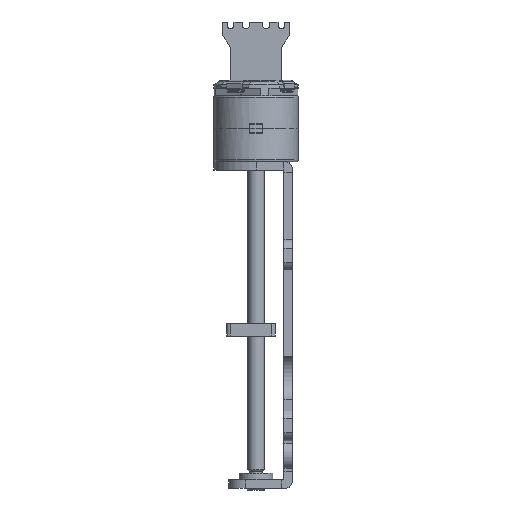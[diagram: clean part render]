
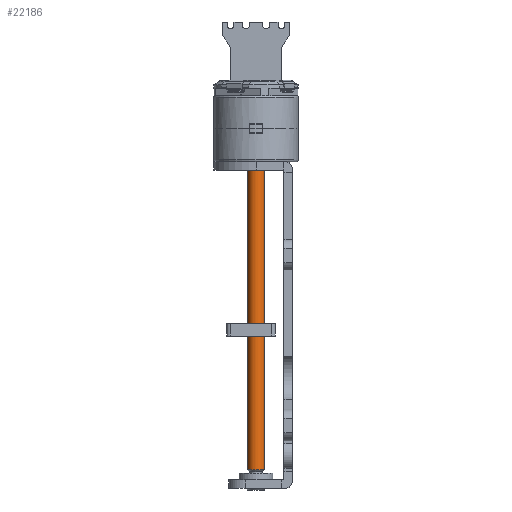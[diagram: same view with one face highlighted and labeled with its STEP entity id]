
A CAD part, front view. The second image highlights one B-rep face of the part: STEP entity #22186.
In plain terms, the highlighted cylindrical face has radius 1 mm (diameter 2 mm), a partial arc.
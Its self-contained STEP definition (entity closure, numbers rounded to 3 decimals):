
#644 = DIRECTION ( 'NONE',  ( 1., 0., 0. ) ) ;
#2456 = ORIENTED_EDGE ( 'NONE', *, *, #5179, .F. ) ;
#3549 = DIRECTION ( 'NONE',  ( 0., 0., -1. ) ) ;
#4218 = EDGE_CURVE ( 'NONE', #14929, #18857, #10970, .T. ) ;
#4366 = LINE ( 'NONE', #24314, #22213 ) ;
#5172 = ORIENTED_EDGE ( 'NONE', *, *, #25361, .T. ) ;
#5179 = EDGE_CURVE ( 'NONE', #14929, #9097, #18597, .T. ) ;
#6782 = DIRECTION ( 'NONE',  ( -1., 0., 0. ) ) ;
#7015 = CARTESIAN_POINT ( 'NONE',  ( 1., 0., 37.38 ) ) ;
#7032 = AXIS2_PLACEMENT_3D ( 'NONE', #9449, #3549, #644 ) ;
#9097 = VERTEX_POINT ( 'NONE', #10170 ) ;
#9449 = CARTESIAN_POINT ( 'NONE',  ( 0., 0., 37.38 ) ) ;
#9479 = CARTESIAN_POINT ( 'NONE',  ( 0., 0., 1.2 ) ) ;
#9715 = DIRECTION ( 'NONE',  ( 0., 0., -1. ) ) ;
#10170 = CARTESIAN_POINT ( 'NONE',  ( 1., 0., 1.2 ) ) ;
#10970 = CIRCLE ( 'NONE', #7032, 1. ) ;
#11510 = CYLINDRICAL_SURFACE ( 'NONE', #16690, 1. ) ;
#11596 = VECTOR ( 'NONE', #12686, 1000. ) ;
#12106 = EDGE_LOOP ( 'NONE', ( #2456, #20472, #23530, #5172 ) ) ;
#12624 = CARTESIAN_POINT ( 'NONE',  ( -1., 0., 37.38 ) ) ;
#12669 = CARTESIAN_POINT ( 'NONE',  ( 0., 0., 37.58 ) ) ;
#12686 = DIRECTION ( 'NONE',  ( 0., 0., -1. ) ) ;
#13725 = FACE_OUTER_BOUND ( 'NONE', #12106, .T. ) ;
#14099 = CIRCLE ( 'NONE', #24799, 1. ) ;
#14929 = VERTEX_POINT ( 'NONE', #7015 ) ;
#15150 = VERTEX_POINT ( 'NONE', #28561 ) ;
#15652 = CARTESIAN_POINT ( 'NONE',  ( 1., 0., 37.58 ) ) ;
#16690 = AXIS2_PLACEMENT_3D ( 'NONE', #12669, #9715, #6782 ) ;
#17635 = DIRECTION ( 'NONE',  ( 1., 0., 0. ) ) ;
#18597 = LINE ( 'NONE', #15652, #11596 ) ;
#18857 = VERTEX_POINT ( 'NONE', #12624 ) ;
#20472 = ORIENTED_EDGE ( 'NONE', *, *, #4218, .T. ) ;
#20598 = DIRECTION ( 'NONE',  ( 0., 0., 1. ) ) ;
#21373 = DIRECTION ( 'NONE',  ( 0., 0., -1. ) ) ;
#22186 = ADVANCED_FACE ( 'NONE', ( #13725 ), #11510, .T. ) ;
#22213 = VECTOR ( 'NONE', #21373, 1000. ) ;
#23530 = ORIENTED_EDGE ( 'NONE', *, *, #26628, .T. ) ;
#24314 = CARTESIAN_POINT ( 'NONE',  ( -1., 0., 37.58 ) ) ;
#24799 = AXIS2_PLACEMENT_3D ( 'NONE', #9479, #20598, #17635 ) ;
#25361 = EDGE_CURVE ( 'NONE', #15150, #9097, #14099, .T. ) ;
#26628 = EDGE_CURVE ( 'NONE', #18857, #15150, #4366, .T. ) ;
#28561 = CARTESIAN_POINT ( 'NONE',  ( -1., 0., 1.2 ) ) ;
